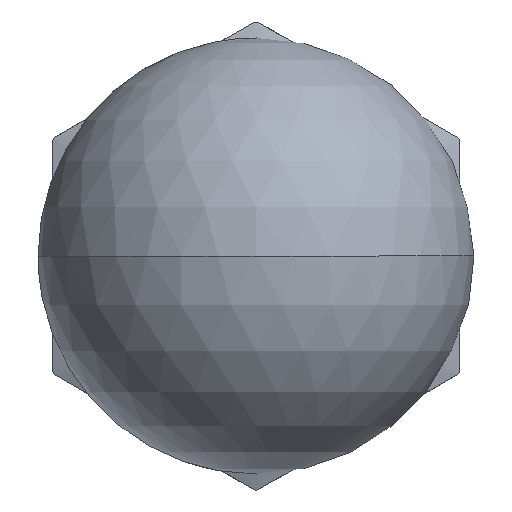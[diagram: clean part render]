
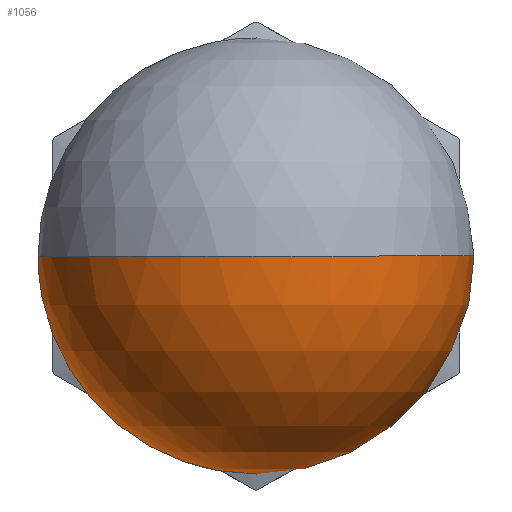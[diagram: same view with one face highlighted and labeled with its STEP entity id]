
A CAD part, front view. The second image highlights one B-rep face of the part: STEP entity #1056.
In plain terms, the highlighted spherical face has radius 7.5 mm.
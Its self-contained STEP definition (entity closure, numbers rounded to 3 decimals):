
#15 = CARTESIAN_POINT ( 'NONE',  ( 0., -14.5, 0. ) ) ;
#42 = VERTEX_POINT ( 'NONE', #1201 ) ;
#54 = EDGE_CURVE ( 'NONE', #648, #42, #523, .T. ) ;
#63 = DIRECTION ( 'NONE',  ( 0., 1., 0. ) ) ;
#72 = ORIENTED_EDGE ( 'NONE', *, *, #249, .F. ) ;
#81 = CIRCLE ( 'NONE', #1003, 7.5 ) ;
#113 = DIRECTION ( 'NONE',  ( -1., 0., 0. ) ) ;
#122 = EDGE_LOOP ( 'NONE', ( #72, #717, #703 ) ) ;
#138 = CARTESIAN_POINT ( 'NONE',  ( 0., -10., 0. ) ) ;
#141 = CARTESIAN_POINT ( 'NONE',  ( 0., -22., 0. ) ) ;
#198 = FACE_OUTER_BOUND ( 'NONE', #122, .T. ) ;
#231 = EDGE_CURVE ( 'NONE', #432, #42, #715, .T. ) ;
#236 = SPHERICAL_SURFACE ( 'NONE', #1219, 7.5 ) ;
#249 = EDGE_CURVE ( 'NONE', #648, #432, #81, .T. ) ;
#432 = VERTEX_POINT ( 'NONE', #667 ) ;
#523 = CIRCLE ( 'NONE', #1178, 7.5 ) ;
#648 = VERTEX_POINT ( 'NONE', #141 ) ;
#667 = CARTESIAN_POINT ( 'NONE',  ( 6., -10., 0. ) ) ;
#703 = ORIENTED_EDGE ( 'NONE', *, *, #231, .F. ) ;
#715 = CIRCLE ( 'NONE', #820, 6. ) ;
#717 = ORIENTED_EDGE ( 'NONE', *, *, #54, .T. ) ;
#780 = CARTESIAN_POINT ( 'NONE',  ( 0., -14.5, 0. ) ) ;
#820 = AXIS2_PLACEMENT_3D ( 'NONE', #138, #63, #1248 ) ;
#864 = DIRECTION ( 'NONE',  ( -1., 0., 0. ) ) ;
#893 = DIRECTION ( 'NONE',  ( 0., 0., -1. ) ) ;
#927 = DIRECTION ( 'NONE',  ( 1., 0., 0. ) ) ;
#928 = DIRECTION ( 'NONE',  ( 0., 0., 1. ) ) ;
#931 = CARTESIAN_POINT ( 'NONE',  ( 0., -14.5, 0. ) ) ;
#1003 = AXIS2_PLACEMENT_3D ( 'NONE', #931, #928, #927 ) ;
#1056 = ADVANCED_FACE ( 'NONE', ( #198 ), #236, .T. ) ;
#1178 = AXIS2_PLACEMENT_3D ( 'NONE', #15, #893, #113 ) ;
#1201 = CARTESIAN_POINT ( 'NONE',  ( -6., -10., 0. ) ) ;
#1205 = DIRECTION ( 'NONE',  ( 0., 0., 1. ) ) ;
#1219 = AXIS2_PLACEMENT_3D ( 'NONE', #780, #1205, #864 ) ;
#1248 = DIRECTION ( 'NONE',  ( -1., 0., 0. ) ) ;
